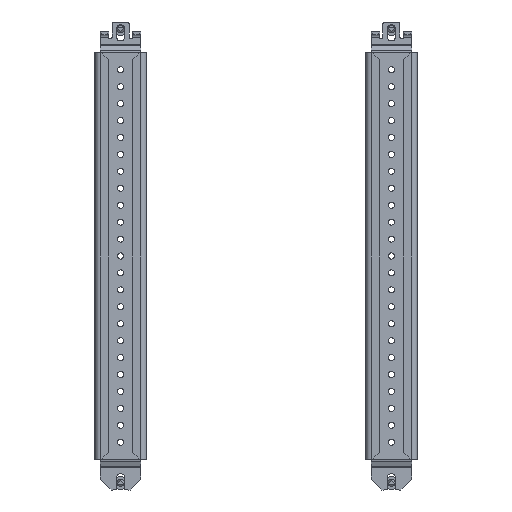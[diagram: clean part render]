
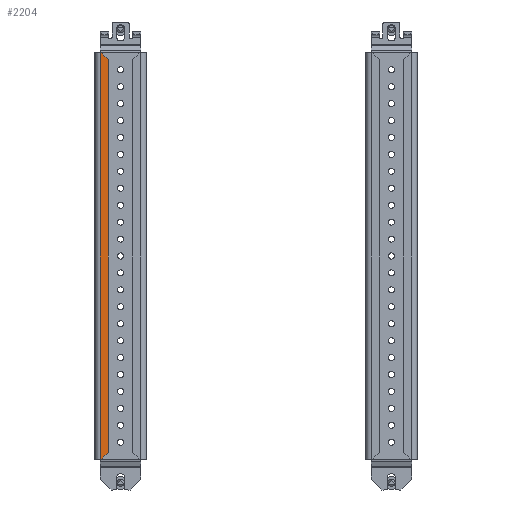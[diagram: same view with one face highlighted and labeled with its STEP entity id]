
A CAD part, front view. The second image highlights one B-rep face of the part: STEP entity #2204.
In plain terms, the highlighted planar face has unit normal (0, -1, 0).
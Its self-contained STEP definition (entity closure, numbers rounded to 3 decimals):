
#230 = CARTESIAN_POINT ( 'NONE',  ( -15., -18., -150. ) ) ;
#274 = VERTEX_POINT ( 'NONE', #4144 ) ;
#296 = CARTESIAN_POINT ( 'NONE',  ( -19., -18., -150. ) ) ;
#316 = VERTEX_POINT ( 'NONE', #7364 ) ;
#386 = EDGE_CURVE ( 'NONE', #274, #564, #6596, .T. ) ;
#463 = DIRECTION ( 'NONE',  ( 0., 0., -1. ) ) ;
#564 = VERTEX_POINT ( 'NONE', #1231 ) ;
#572 = EDGE_LOOP ( 'NONE', ( #7022, #9863, #1141, #3833, #2457, #2642 ) ) ;
#584 = CARTESIAN_POINT ( 'NONE',  ( -19., -18., 150. ) ) ;
#658 = EDGE_CURVE ( 'NONE', #3862, #9224, #5480, .T. ) ;
#993 = CARTESIAN_POINT ( 'NONE',  ( -15., -18., 150. ) ) ;
#1124 = DIRECTION ( 'NONE',  ( 0., 0., -1. ) ) ;
#1141 = ORIENTED_EDGE ( 'NONE', *, *, #5358, .F. ) ;
#1231 = CARTESIAN_POINT ( 'NONE',  ( -14., -18., 150. ) ) ;
#1420 = VECTOR ( 'NONE', #463, 1000. ) ;
#1515 = AXIS2_PLACEMENT_3D ( 'NONE', #584, #6169, #7740 ) ;
#1695 = VECTOR ( 'NONE', #4087, 1000. ) ;
#2204 = ADVANCED_FACE ( 'NONE', ( #4091 ), #10024, .F. ) ;
#2457 = ORIENTED_EDGE ( 'NONE', *, *, #3482, .F. ) ;
#2642 = ORIENTED_EDGE ( 'NONE', *, *, #4046, .T. ) ;
#3095 = VECTOR ( 'NONE', #1124, 1000. ) ;
#3300 = LINE ( 'NONE', #5578, #1695 ) ;
#3376 = VECTOR ( 'NONE', #9875, 1000. ) ;
#3482 = EDGE_CURVE ( 'NONE', #316, #564, #3300, .T. ) ;
#3488 = CARTESIAN_POINT ( 'NONE',  ( -9., -18., 150. ) ) ;
#3624 = VERTEX_POINT ( 'NONE', #230 ) ;
#3833 = ORIENTED_EDGE ( 'NONE', *, *, #386, .T. ) ;
#3862 = VERTEX_POINT ( 'NONE', #9321 ) ;
#4046 = EDGE_CURVE ( 'NONE', #316, #3624, #4126, .T. ) ;
#4087 = DIRECTION ( 'NONE',  ( 1., 0., 0. ) ) ;
#4091 = FACE_OUTER_BOUND ( 'NONE', #572, .T. ) ;
#4126 = LINE ( 'NONE', #993, #1420 ) ;
#4144 = CARTESIAN_POINT ( 'NONE',  ( -9., -18., 145. ) ) ;
#4324 = LINE ( 'NONE', #3488, #3095 ) ;
#4800 = LINE ( 'NONE', #296, #6290 ) ;
#5358 = EDGE_CURVE ( 'NONE', #274, #9224, #4324, .T. ) ;
#5480 = LINE ( 'NONE', #9846, #3376 ) ;
#5487 = VECTOR ( 'NONE', #6471, 1000. ) ;
#5578 = CARTESIAN_POINT ( 'NONE',  ( -19., -18., 150. ) ) ;
#6169 = DIRECTION ( 'NONE',  ( 0., 1., 0. ) ) ;
#6180 = CARTESIAN_POINT ( 'NONE',  ( -9., -18., -145. ) ) ;
#6290 = VECTOR ( 'NONE', #7359, 1000. ) ;
#6471 = DIRECTION ( 'NONE',  ( -0.707, 0., 0.707 ) ) ;
#6596 = LINE ( 'NONE', #8043, #5487 ) ;
#7022 = ORIENTED_EDGE ( 'NONE', *, *, #7861, .T. ) ;
#7359 = DIRECTION ( 'NONE',  ( 1., 0., 0. ) ) ;
#7364 = CARTESIAN_POINT ( 'NONE',  ( -15., -18., 150. ) ) ;
#7740 = DIRECTION ( 'NONE',  ( 0., 0., 1. ) ) ;
#7861 = EDGE_CURVE ( 'NONE', #3624, #3862, #4800, .T. ) ;
#8043 = CARTESIAN_POINT ( 'NONE',  ( -9., -18., 145. ) ) ;
#9224 = VERTEX_POINT ( 'NONE', #6180 ) ;
#9321 = CARTESIAN_POINT ( 'NONE',  ( -14., -18., -150. ) ) ;
#9846 = CARTESIAN_POINT ( 'NONE',  ( -14., -18., -150. ) ) ;
#9863 = ORIENTED_EDGE ( 'NONE', *, *, #658, .T. ) ;
#9875 = DIRECTION ( 'NONE',  ( 0.707, 0., 0.707 ) ) ;
#10024 = PLANE ( 'NONE',  #1515 ) ;
